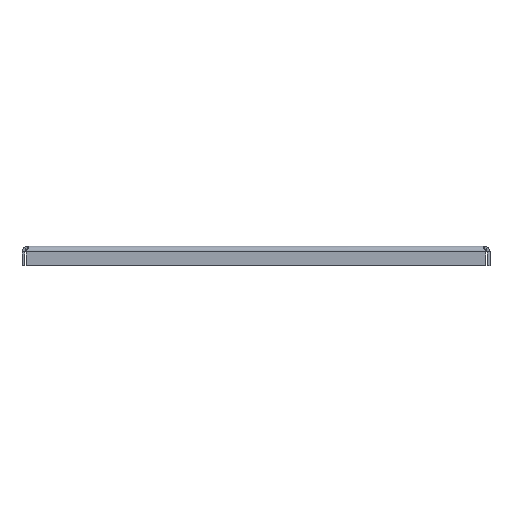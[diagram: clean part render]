
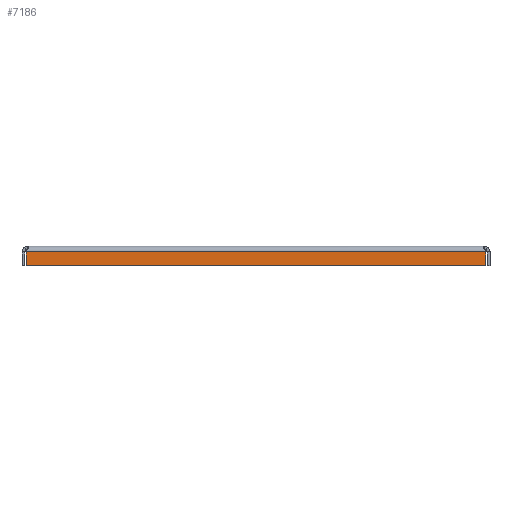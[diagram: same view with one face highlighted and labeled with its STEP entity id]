
A CAD part, top view. The second image highlights one B-rep face of the part: STEP entity #7186.
In plain terms, the highlighted planar face has unit normal (0, 0, 1).
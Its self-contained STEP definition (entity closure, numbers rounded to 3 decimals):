
#160 = VECTOR ( 'NONE', #12833, 1000. ) ;
#1269 = CARTESIAN_POINT ( 'NONE',  ( -121.346, -10., 75. ) ) ;
#1715 = PLANE ( 'NONE',  #10001 ) ;
#2974 = VERTEX_POINT ( 'NONE', #1269 ) ;
#3123 = DIRECTION ( 'NONE',  ( -1., 0., 0. ) ) ;
#3608 = CARTESIAN_POINT ( 'NONE',  ( -121.346, -3., 75. ) ) ;
#3876 = CARTESIAN_POINT ( 'NONE',  ( 121.346, -10., 75. ) ) ;
#4106 = EDGE_CURVE ( 'NONE', #12446, #5697, #12753, .T. ) ;
#4305 = VECTOR ( 'NONE', #5818, 1000. ) ;
#5168 = LINE ( 'NONE', #10725, #12774 ) ;
#5216 = VERTEX_POINT ( 'NONE', #3876 ) ;
#5512 = DIRECTION ( 'NONE',  ( 0., -1., 0. ) ) ;
#5697 = VERTEX_POINT ( 'NONE', #3608 ) ;
#5740 = LINE ( 'NONE', #16240, #4305 ) ;
#5818 = DIRECTION ( 'NONE',  ( 0., 1., 0. ) ) ;
#5899 = EDGE_CURVE ( 'NONE', #12446, #5216, #5168, .T. ) ;
#7186 = ADVANCED_FACE ( 'NONE', ( #12413 ), #1715, .T. ) ;
#7993 = EDGE_CURVE ( 'NONE', #5216, #2974, #16760, .T. ) ;
#8988 = ORIENTED_EDGE ( 'NONE', *, *, #5899, .F. ) ;
#10001 = AXIS2_PLACEMENT_3D ( 'NONE', #11089, #11172, #16401 ) ;
#10725 = CARTESIAN_POINT ( 'NONE',  ( 121.346, 0.846, 75. ) ) ;
#10733 = ORIENTED_EDGE ( 'NONE', *, *, #7993, .F. ) ;
#11089 = CARTESIAN_POINT ( 'NONE',  ( 0., 72.193, 75. ) ) ;
#11172 = DIRECTION ( 'NONE',  ( 0., 0., 1. ) ) ;
#11361 = VECTOR ( 'NONE', #3123, 1000. ) ;
#12413 = FACE_OUTER_BOUND ( 'NONE', #13213, .T. ) ;
#12446 = VERTEX_POINT ( 'NONE', #16189 ) ;
#12720 = ORIENTED_EDGE ( 'NONE', *, *, #12758, .F. ) ;
#12753 = LINE ( 'NONE', #14138, #160 ) ;
#12758 = EDGE_CURVE ( 'NONE', #2974, #5697, #5740, .T. ) ;
#12774 = VECTOR ( 'NONE', #5512, 1000. ) ;
#12833 = DIRECTION ( 'NONE',  ( -1., 0., 0. ) ) ;
#13213 = EDGE_LOOP ( 'NONE', ( #8988, #16281, #12720, #10733 ) ) ;
#14138 = CARTESIAN_POINT ( 'NONE',  ( 0., -3., 75. ) ) ;
#15021 = CARTESIAN_POINT ( 'NONE',  ( -121.346, -10., 75. ) ) ;
#16189 = CARTESIAN_POINT ( 'NONE',  ( 121.346, -3., 75. ) ) ;
#16240 = CARTESIAN_POINT ( 'NONE',  ( -121.346, 0.846, 75. ) ) ;
#16281 = ORIENTED_EDGE ( 'NONE', *, *, #4106, .T. ) ;
#16401 = DIRECTION ( 'NONE',  ( 0., -1., 0. ) ) ;
#16760 = LINE ( 'NONE', #15021, #11361 ) ;
